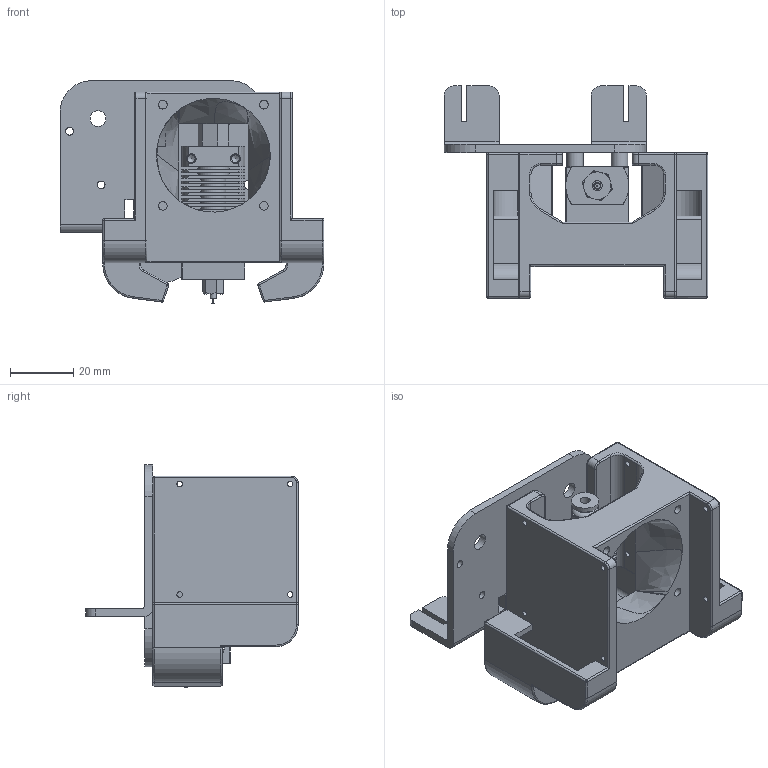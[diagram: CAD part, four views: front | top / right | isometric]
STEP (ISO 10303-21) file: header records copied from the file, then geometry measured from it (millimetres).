
FILE_DESCRIPTION(/* description */ (''),/* implementation_level */ '2;1');
FILE_NAME(/* name */ 'ender-3 v2 mini satsana remix v11.step',/* time_stamp */ '2024-07-12T12:26:07-06:00',/* author */ (''),/* organization */ (''),/* preprocessor_version */ 'ST-DEVELOPER v20',/* originating_system */ 'Autodesk Translation Framework v13.14.0.145',/* authorisation */ '');
FILE_SCHEMA (('AUTOMOTIVE_DESIGN { 1 0 10303 214 3 1 1 }'));
Length unit declared in the file: millimetre
Products named in the file (2): ender-3 v2 mini satsana remix; mS_Ender_Dual_4010_1.1 v1
Assembly tree (1 placements, depth 2):
  ender-3 v2 mini satsana remix
    mS_Ender_Dual_4010_1.1 v1
Bounding box: 83.5 x 67.17 x 70.5 mm (x, y, z)
Volume: 69813.8 mm3; surface area: 44222.7 mm2
Topology: 7 solids, 7 shells, 551 faces, 1316 edges, 806 vertices
Faces by surface type: cylinder 221, plane 208, cone 42, torus 33, bspline 33, sphere 14
Full cylindrical faces by diameter (mm): 0.4 x1, 1.5 x1, 1.75 x8, 1.8 x1, 2.06 x1, 2.459 x9, 2.6 x3, 2.75 x4, 3 x3, 3.02 x1, 3.08 x2, 3.175 x1, 4.917 x11, 4.94 x1, 5.06 x2, 5.175 x1, 5.27 x2, 6 x12, 6.647 x1, 7.2 x1, 8 x8, 8.675 x1, 10 x2
Entity records: 18612 total; most frequent: CARTESIAN_POINT 5661, DIRECTION 2743, ORIENTED_EDGE 2624, EDGE_CURVE 1312, AXIS2_PLACEMENT_3D 1027, VERTEX_POINT 806, LINE 689, VECTOR 689
